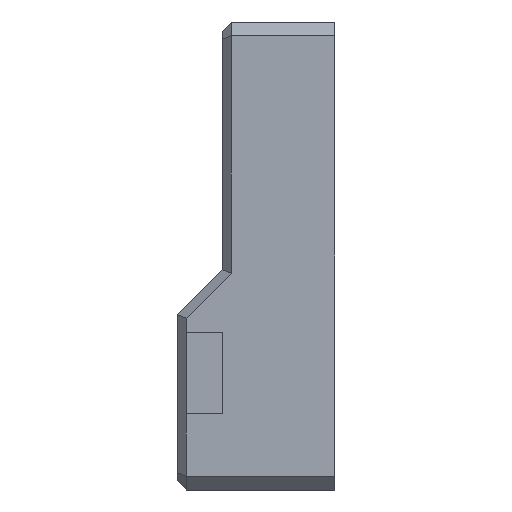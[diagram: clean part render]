
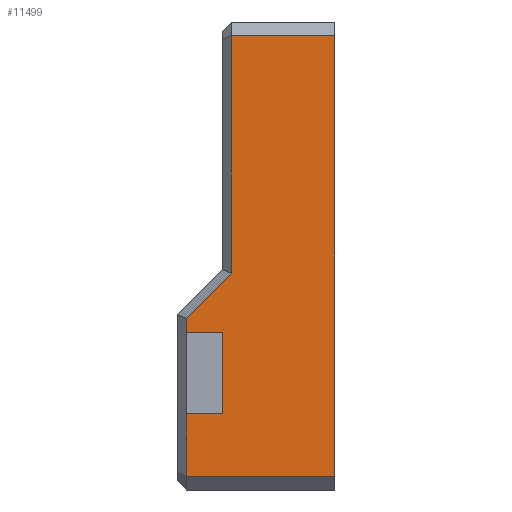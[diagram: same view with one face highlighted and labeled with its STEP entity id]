
A CAD part, left-side view. The second image highlights one B-rep face of the part: STEP entity #11499.
In plain terms, the highlighted planar face has unit normal (-1, 0, 0).
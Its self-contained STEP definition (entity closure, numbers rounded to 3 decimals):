
#607=FACE_OUTER_BOUND('',#1245,.T.);
#1245=EDGE_LOOP('',(#7698,#7699,#7700,#7701,#7702,#7703,#7704,#7705,#7706,
#7707));
#1973=LINE('',#15140,#3360);
#1980=LINE('',#15152,#3367);
#1982=LINE('',#15158,#3369);
#1984=LINE('',#15161,#3371);
#2001=LINE('',#15194,#3388);
#2003=LINE('',#15198,#3390);
#2004=LINE('',#15200,#3391);
#2005=LINE('',#15201,#3392);
#2006=LINE('',#15203,#3393);
#2007=LINE('',#15204,#3394);
#3360=VECTOR('',#12729,10.);
#3367=VECTOR('',#12740,10.);
#3369=VECTOR('',#12746,10.);
#3371=VECTOR('',#12748,10.);
#3388=VECTOR('',#12779,10.);
#3390=VECTOR('',#12783,10.);
#3391=VECTOR('',#12784,10.);
#3392=VECTOR('',#12785,10.);
#3393=VECTOR('',#12786,10.);
#3394=VECTOR('',#12787,10.);
#4733=VERTEX_POINT('',#15138);
#4734=VERTEX_POINT('',#15139);
#4736=VERTEX_POINT('',#15146);
#4738=VERTEX_POINT('',#15156);
#4739=VERTEX_POINT('',#15157);
#4740=VERTEX_POINT('',#15159);
#4749=VERTEX_POINT('',#15193);
#4750=VERTEX_POINT('',#15197);
#4751=VERTEX_POINT('',#15199);
#4752=VERTEX_POINT('',#15202);
#5880=EDGE_CURVE('',#4733,#4734,#1973,.T.);
#5887=EDGE_CURVE('',#4734,#4736,#1980,.T.);
#5889=EDGE_CURVE('',#4738,#4739,#1982,.T.);
#5891=EDGE_CURVE('',#4740,#4733,#1984,.T.);
#5908=EDGE_CURVE('',#4736,#4749,#2001,.T.);
#5910=EDGE_CURVE('',#4740,#4750,#2003,.T.);
#5911=EDGE_CURVE('',#4751,#4750,#2004,.T.);
#5912=EDGE_CURVE('',#4751,#4739,#2005,.T.);
#5913=EDGE_CURVE('',#4752,#4738,#2006,.T.);
#5914=EDGE_CURVE('',#4752,#4749,#2007,.T.);
#7698=ORIENTED_EDGE('',*,*,#5887,.F.);
#7699=ORIENTED_EDGE('',*,*,#5880,.F.);
#7700=ORIENTED_EDGE('',*,*,#5891,.F.);
#7701=ORIENTED_EDGE('',*,*,#5910,.T.);
#7702=ORIENTED_EDGE('',*,*,#5911,.F.);
#7703=ORIENTED_EDGE('',*,*,#5912,.T.);
#7704=ORIENTED_EDGE('',*,*,#5889,.F.);
#7705=ORIENTED_EDGE('',*,*,#5913,.F.);
#7706=ORIENTED_EDGE('',*,*,#5914,.T.);
#7707=ORIENTED_EDGE('',*,*,#5908,.F.);
#11037=PLANE('',#12143);
#11499=ADVANCED_FACE('',(#607),#11037,.T.);
#12143=AXIS2_PLACEMENT_3D('',#15196,#12781,#12782);
#12729=DIRECTION('',(0.,-0.707,0.707));
#12740=DIRECTION('',(0.,0.,1.));
#12746=DIRECTION('',(0.,0.,1.));
#12748=DIRECTION('',(0.,0.,1.));
#12779=DIRECTION('',(0.,-1.,0.));
#12781=DIRECTION('center_axis',(-1.,0.,0.));
#12782=DIRECTION('ref_axis',(0.,0.,1.));
#12783=DIRECTION('',(0.,-1.,0.));
#12784=DIRECTION('',(0.,0.,1.));
#12785=DIRECTION('',(0.,1.,0.));
#12786=DIRECTION('',(0.,1.,0.));
#12787=DIRECTION('',(0.,0.,1.));
#15138=CARTESIAN_POINT('',(-1.23,18.053,-31.414));
#15139=CARTESIAN_POINT('',(-1.23,13.053,-26.414));
#15140=CARTESIAN_POINT('',(-1.23,21.711,-35.072));
#15146=CARTESIAN_POINT('',(-1.23,13.053,-0.015));
#15152=CARTESIAN_POINT('',(-1.23,13.053,-31.359));
#15156=CARTESIAN_POINT('',(-1.23,18.053,-48.961));
#15157=CARTESIAN_POINT('',(-1.23,18.053,-42.));
#15158=CARTESIAN_POINT('',(-1.23,18.053,-37.475));
#15159=CARTESIAN_POINT('',(-1.23,18.053,-33.));
#15161=CARTESIAN_POINT('',(-1.23,18.053,-37.475));
#15193=CARTESIAN_POINT('',(-1.23,1.553,-0.015));
#15194=CARTESIAN_POINT('',(-1.23,18.053,-0.015));
#15196=CARTESIAN_POINT('Origin',(-1.23,18.053,-50.461));
#15197=CARTESIAN_POINT('',(-1.23,14.,-33.));
#15198=CARTESIAN_POINT('',(-1.23,7.25,-33.));
#15199=CARTESIAN_POINT('',(-1.23,14.,-42.));
#15200=CARTESIAN_POINT('',(-1.23,14.,-28.744));
#15201=CARTESIAN_POINT('',(-1.23,4.724,-42.));
#15202=CARTESIAN_POINT('',(-1.23,1.553,-48.961));
#15203=CARTESIAN_POINT('',(-1.23,18.053,-48.961));
#15204=CARTESIAN_POINT('',(-1.23,1.553,-24.488));
